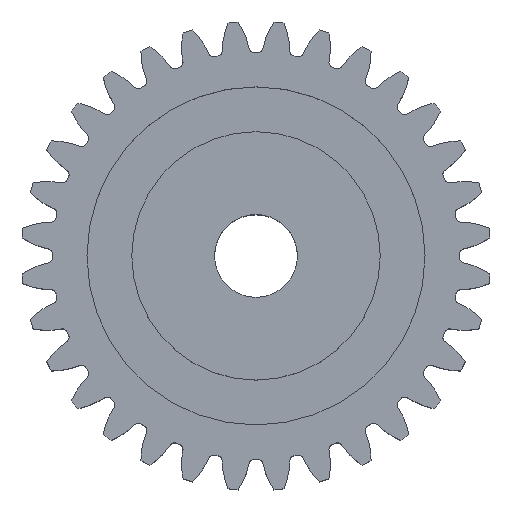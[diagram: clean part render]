
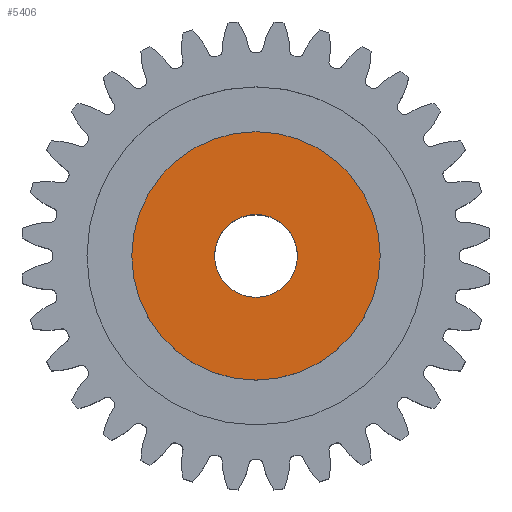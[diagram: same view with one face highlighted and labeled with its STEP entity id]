
A CAD part, top view. The second image highlights one B-rep face of the part: STEP entity #5406.
In plain terms, the highlighted planar face has unit normal (0, 0, 1).
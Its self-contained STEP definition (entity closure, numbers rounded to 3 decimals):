
#288 = CARTESIAN_POINT ( 'NONE',  ( 9., 0., 9. ) ) ;
#300 = CARTESIAN_POINT ( 'NONE',  ( -9., 0., 9. ) ) ;
#530 = CARTESIAN_POINT ( 'NONE',  ( 3., 0., 9. ) ) ;
#531 = DIRECTION ( 'NONE',  ( 1., 0., 0. ) ) ;
#532 = DIRECTION ( 'NONE',  ( 0., 0., 1. ) ) ;
#533 = CARTESIAN_POINT ( 'NONE',  ( 0., 0., 9. ) ) ;
#534 = AXIS2_PLACEMENT_3D ( 'NONE', #533, #532, #531 ) ;
#594 = CIRCLE ( 'NONE', #534, 3. ) ;
#606 = CARTESIAN_POINT ( 'NONE',  ( -3., 0., 9. ) ) ;
#656 = DIRECTION ( 'NONE',  ( 1., 0., 0. ) ) ;
#657 = DIRECTION ( 'NONE',  ( 0., 0., 1. ) ) ;
#658 = CARTESIAN_POINT ( 'NONE',  ( 0., 0., 9. ) ) ;
#659 = AXIS2_PLACEMENT_3D ( 'NONE', #658, #657, #656 ) ;
#665 = CIRCLE ( 'NONE', #659, 9. ) ;
#1019 = DIRECTION ( 'NONE',  ( 0., 0., 1. ) ) ;
#1025 = DIRECTION ( 'NONE',  ( 1., 0., 0. ) ) ;
#1026 = DIRECTION ( 'NONE',  ( 0., 0., 1. ) ) ;
#1027 = CARTESIAN_POINT ( 'NONE',  ( 0., 0., 9. ) ) ;
#1028 = AXIS2_PLACEMENT_3D ( 'NONE', #1027, #1026, #1025 ) ;
#1082 = DIRECTION ( 'NONE',  ( 1., 0., 0. ) ) ;
#1083 = DIRECTION ( 'NONE',  ( 0., 0., 1. ) ) ;
#1084 = CARTESIAN_POINT ( 'NONE',  ( 0., 0., 9. ) ) ;
#1085 = CIRCLE ( 'NONE', #1190, 9. ) ;
#1118 = CARTESIAN_POINT ( 'NONE',  ( 0., 0., 9. ) ) ;
#1119 = FACE_BOUND ( 'NONE', #7615, .T. ) ;
#1123 = DIRECTION ( 'NONE',  ( 1., 0., 0. ) ) ;
#1129 = PLANE ( 'NONE',  #1136 ) ;
#1130 = FACE_OUTER_BOUND ( 'NONE', #5403, .T. ) ;
#1136 = AXIS2_PLACEMENT_3D ( 'NONE', #1118, #1019, #1123 ) ;
#1137 = CIRCLE ( 'NONE', #1028, 3. ) ;
#1190 = AXIS2_PLACEMENT_3D ( 'NONE', #1084, #1083, #1082 ) ;
#5037 = VERTEX_POINT ( 'NONE', #300 ) ;
#5043 = VERTEX_POINT ( 'NONE', #288 ) ;
#5072 = VERTEX_POINT ( 'NONE', #606 ) ;
#5090 = EDGE_CURVE ( 'NONE', #5072, #5098, #594, .T. ) ;
#5098 = VERTEX_POINT ( 'NONE', #530 ) ;
#5139 = EDGE_CURVE ( 'NONE', #5043, #5037, #665, .T. ) ;
#5336 = ORIENTED_EDGE ( 'NONE', *, *, #5090, .F. ) ;
#5337 = ORIENTED_EDGE ( 'NONE', *, *, #5404, .F. ) ;
#5339 = EDGE_CURVE ( 'NONE', #5037, #5043, #1085, .T. ) ;
#5341 = ORIENTED_EDGE ( 'NONE', *, *, #5339, .T. ) ;
#5403 = EDGE_LOOP ( 'NONE', ( #5341, #7685 ) ) ;
#5404 = EDGE_CURVE ( 'NONE', #5098, #5072, #1137, .T. ) ;
#5406 = ADVANCED_FACE ( 'NONE', ( #1119, #1130 ), #1129, .T. ) ;
#7615 = EDGE_LOOP ( 'NONE', ( #5337, #5336 ) ) ;
#7685 = ORIENTED_EDGE ( 'NONE', *, *, #5139, .T. ) ;
